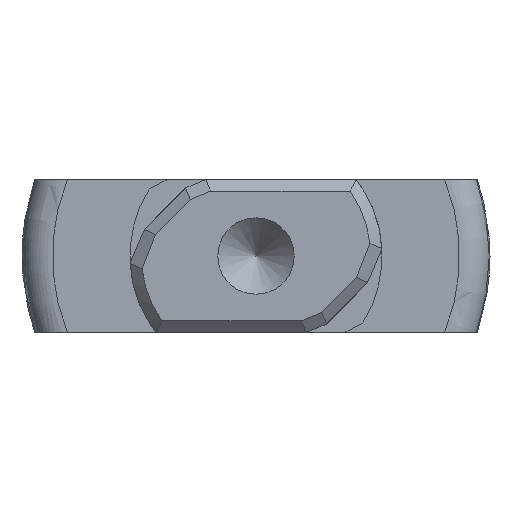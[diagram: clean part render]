
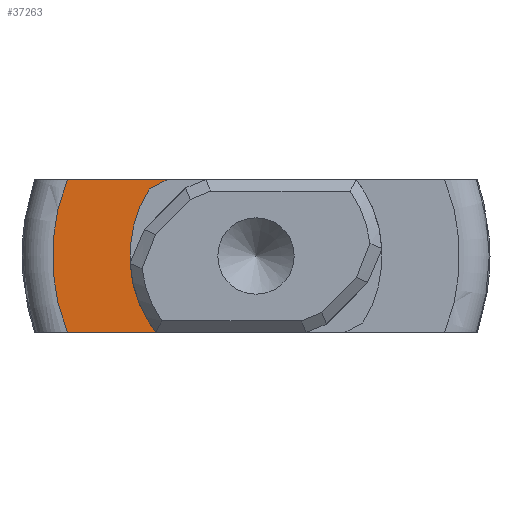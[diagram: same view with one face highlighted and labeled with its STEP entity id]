
A CAD part, left-side view. The second image highlights one B-rep face of the part: STEP entity #37263.
In plain terms, the highlighted planar face has unit normal (-1, 0, 0).
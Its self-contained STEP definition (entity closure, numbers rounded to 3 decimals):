
#722 = PLANE('',#723);
#723 = AXIS2_PLACEMENT_3D('',#724,#725,#726);
#724 = CARTESIAN_POINT('',(-6.25,-6.25,2.));
#725 = DIRECTION('',(0.,0.,1.));
#726 = DIRECTION('',(0.,1.,0.));
#15973 = VERTEX_POINT('',#15974);
#15974 = CARTESIAN_POINT('',(0.,4.94,2.));
#16008 = TOROIDAL_SURFACE('',#16009,5.329,0.8);
#16009 = AXIS2_PLACEMENT_3D('',#16010,#16011,#16012);
#16010 = CARTESIAN_POINT('',(0.8,0.,0.));
#16011 = DIRECTION('',(1.,0.,0.));
#16012 = DIRECTION('',(0.,0.,-1.));
#16042 = EDGE_CURVE('',#15973,#16043,#16045,.T.);
#16043 = VERTEX_POINT('',#16044);
#16044 = CARTESIAN_POINT('',(0.,2.327,2.));
#16045 = SURFACE_CURVE('',#16046,(#16050,#16057),.PCURVE_S1.);
#16046 = LINE('',#16047,#16048);
#16047 = CARTESIAN_POINT('',(0.,5.79,2.));
#16048 = VECTOR('',#16049,1.);
#16049 = DIRECTION('',(0.,-1.,0.));
#16050 = PCURVE('',#722,#16051);
#16051 = DEFINITIONAL_REPRESENTATION('',(#16052),#16056);
#16052 = LINE('',#16053,#16054);
#16053 = CARTESIAN_POINT('',(12.04,-6.25));
#16054 = VECTOR('',#16055,1.);
#16055 = DIRECTION('',(-1.,-0.));
#16056 = ( GEOMETRIC_REPRESENTATION_CONTEXT(2) 
PARAMETRIC_REPRESENTATION_CONTEXT() REPRESENTATION_CONTEXT('2D SPACE',''
  ) );
#16057 = PCURVE('',#16058,#16063);
#16058 = PLANE('',#16059);
#16059 = AXIS2_PLACEMENT_3D('',#16060,#16061,#16062);
#16060 = CARTESIAN_POINT('',(0.,5.329,
    0.));
#16061 = DIRECTION('',(-1.,0.,0.));
#16062 = DIRECTION('',(0.,0.,1.));
#16063 = DEFINITIONAL_REPRESENTATION('',(#16064),#16068);
#16064 = LINE('',#16065,#16066);
#16065 = CARTESIAN_POINT('',(2.,0.46));
#16066 = VECTOR('',#16067,1.);
#16067 = DIRECTION('',(0.,-1.));
#16068 = ( GEOMETRIC_REPRESENTATION_CONTEXT(2) 
PARAMETRIC_REPRESENTATION_CONTEXT() REPRESENTATION_CONTEXT('2D SPACE',''
  ) );
#16086 = PLANE('',#16087);
#16087 = AXIS2_PLACEMENT_3D('',#16088,#16089,#16090);
#16088 = CARTESIAN_POINT('',(-55.5,2.561,1.878));
#16089 = DIRECTION('',(0.,0.464,0.886
    ));
#16090 = DIRECTION('',(1.,0.,0.));
#33469 = PLANE('',#33470);
#33470 = AXIS2_PLACEMENT_3D('',#33471,#33472,#33473);
#33471 = CARTESIAN_POINT('',(-6.25,6.25,-2.));
#33472 = DIRECTION('',(0.,0.,-1.));
#33473 = DIRECTION('',(0.,-1.,0.));
#35550 = PLANE('',#35551);
#35551 = AXIS2_PLACEMENT_3D('',#35552,#35553,#35554);
#35552 = CARTESIAN_POINT('',(-55.5,2.561,-1.878));
#35553 = DIRECTION('',(0.,0.464,
    -0.886));
#35554 = DIRECTION('',(-1.,0.,0.));
#35570 = VERTEX_POINT('',#35571);
#35571 = CARTESIAN_POINT('',(0.,2.795,
    -1.755));
#35585 = CYLINDRICAL_SURFACE('',#35586,3.3);
#35586 = AXIS2_PLACEMENT_3D('',#35587,#35588,#35589);
#35587 = CARTESIAN_POINT('',(-55.5,0.,
    0.));
#35588 = DIRECTION('',(1.,0.,0.));
#35589 = DIRECTION('',(0.,1.,0.));
#35597 = EDGE_CURVE('',#35598,#35570,#35600,.T.);
#35598 = VERTEX_POINT('',#35599);
#35599 = CARTESIAN_POINT('',(0.,2.327,-2.));
#35600 = SURFACE_CURVE('',#35601,(#35605,#35612),.PCURVE_S1.);
#35601 = LINE('',#35602,#35603);
#35602 = CARTESIAN_POINT('',(0.,4.033,
    -1.107));
#35603 = VECTOR('',#35604,1.);
#35604 = DIRECTION('',(0.,0.886,0.464
    ));
#35605 = PCURVE('',#35550,#35606);
#35606 = DEFINITIONAL_REPRESENTATION('',(#35607),#35611);
#35607 = LINE('',#35608,#35609);
#35608 = CARTESIAN_POINT('',(-55.5,1.662));
#35609 = VECTOR('',#35610,1.);
#35610 = DIRECTION('',(0.,1.));
#35611 = ( GEOMETRIC_REPRESENTATION_CONTEXT(2) 
PARAMETRIC_REPRESENTATION_CONTEXT() REPRESENTATION_CONTEXT('2D SPACE',''
  ) );
#35612 = PCURVE('',#16058,#35613);
#35613 = DEFINITIONAL_REPRESENTATION('',(#35614),#35618);
#35614 = LINE('',#35615,#35616);
#35615 = CARTESIAN_POINT('',(-1.107,-1.296));
#35616 = VECTOR('',#35617,1.);
#35617 = DIRECTION('',(0.464,0.886));
#35618 = ( GEOMETRIC_REPRESENTATION_CONTEXT(2) 
PARAMETRIC_REPRESENTATION_CONTEXT() REPRESENTATION_CONTEXT('2D SPACE',''
  ) );
#36106 = EDGE_CURVE('',#35598,#36107,#36109,.T.);
#36107 = VERTEX_POINT('',#36108);
#36108 = CARTESIAN_POINT('',(0.,4.94,-2.));
#36109 = SURFACE_CURVE('',#36110,(#36114,#36121),.PCURVE_S1.);
#36110 = LINE('',#36111,#36112);
#36111 = CARTESIAN_POINT('',(0.,-0.46,-2.));
#36112 = VECTOR('',#36113,1.);
#36113 = DIRECTION('',(0.,1.,0.));
#36114 = PCURVE('',#33469,#36115);
#36115 = DEFINITIONAL_REPRESENTATION('',(#36116),#36120);
#36116 = LINE('',#36117,#36118);
#36117 = CARTESIAN_POINT('',(6.71,-6.25));
#36118 = VECTOR('',#36119,1.);
#36119 = DIRECTION('',(-1.,-0.));
#36120 = ( GEOMETRIC_REPRESENTATION_CONTEXT(2) 
PARAMETRIC_REPRESENTATION_CONTEXT() REPRESENTATION_CONTEXT('2D SPACE',''
  ) );
#36121 = PCURVE('',#16058,#36122);
#36122 = DEFINITIONAL_REPRESENTATION('',(#36123),#36127);
#36123 = LINE('',#36124,#36125);
#36124 = CARTESIAN_POINT('',(-2.,-5.79));
#36125 = VECTOR('',#36126,1.);
#36126 = DIRECTION('',(0.,1.));
#36127 = ( GEOMETRIC_REPRESENTATION_CONTEXT(2) 
PARAMETRIC_REPRESENTATION_CONTEXT() REPRESENTATION_CONTEXT('2D SPACE',''
  ) );
#36750 = EDGE_CURVE('',#36751,#16043,#36753,.T.);
#36751 = VERTEX_POINT('',#36752);
#36752 = CARTESIAN_POINT('',(0.,2.795,
    1.755));
#36753 = SURFACE_CURVE('',#36754,(#36758,#36765),.PCURVE_S1.);
#36754 = LINE('',#36755,#36756);
#36755 = CARTESIAN_POINT('',(0.,4.033,
    1.107));
#36756 = VECTOR('',#36757,1.);
#36757 = DIRECTION('',(0.,-0.886,
    0.464));
#36758 = PCURVE('',#16086,#36759);
#36759 = DEFINITIONAL_REPRESENTATION('',(#36760),#36764);
#36760 = LINE('',#36761,#36762);
#36761 = CARTESIAN_POINT('',(55.5,1.662));
#36762 = VECTOR('',#36763,1.);
#36763 = DIRECTION('',(0.,-1.));
#36764 = ( GEOMETRIC_REPRESENTATION_CONTEXT(2) 
PARAMETRIC_REPRESENTATION_CONTEXT() REPRESENTATION_CONTEXT('2D SPACE',''
  ) );
#36765 = PCURVE('',#16058,#36766);
#36766 = DEFINITIONAL_REPRESENTATION('',(#36767),#36771);
#36767 = LINE('',#36768,#36769);
#36768 = CARTESIAN_POINT('',(1.107,-1.296));
#36769 = VECTOR('',#36770,1.);
#36770 = DIRECTION('',(0.464,-0.886));
#36771 = ( GEOMETRIC_REPRESENTATION_CONTEXT(2) 
PARAMETRIC_REPRESENTATION_CONTEXT() REPRESENTATION_CONTEXT('2D SPACE',''
  ) );
#36800 = EDGE_CURVE('',#35570,#36751,#36801,.T.);
#36801 = SURFACE_CURVE('',#36802,(#36807,#36814),.PCURVE_S1.);
#36802 = CIRCLE('',#36803,3.3);
#36803 = AXIS2_PLACEMENT_3D('',#36804,#36805,#36806);
#36804 = CARTESIAN_POINT('',(0.,0.,
    0.));
#36805 = DIRECTION('',(1.,0.,0.));
#36806 = DIRECTION('',(0.,0.,1.));
#36807 = PCURVE('',#35585,#36808);
#36808 = DEFINITIONAL_REPRESENTATION('',(#36809),#36813);
#36809 = LINE('',#36810,#36811);
#36810 = CARTESIAN_POINT('',(-4.712,55.5));
#36811 = VECTOR('',#36812,1.);
#36812 = DIRECTION('',(1.,0.));
#36813 = ( GEOMETRIC_REPRESENTATION_CONTEXT(2) 
PARAMETRIC_REPRESENTATION_CONTEXT() REPRESENTATION_CONTEXT('2D SPACE',''
  ) );
#36814 = PCURVE('',#16058,#36815);
#36815 = DEFINITIONAL_REPRESENTATION('',(#36816),#36824);
#36816 = ( BOUNDED_CURVE() B_SPLINE_CURVE(2,(#36817,#36818,#36819,#36820
    ,#36821,#36822,#36823),.UNSPECIFIED.,.T.,.F.) 
B_SPLINE_CURVE_WITH_KNOTS((1,2,2,2,2,1),(-2.094,0.,
    2.094,4.189,6.283,8.378),
.UNSPECIFIED.) CURVE() GEOMETRIC_REPRESENTATION_ITEM() 
RATIONAL_B_SPLINE_CURVE((1.,0.5,1.,0.5,1.,0.5,1.)) REPRESENTATION_ITEM(
  '') );
#36817 = CARTESIAN_POINT('',(3.3,-5.329));
#36818 = CARTESIAN_POINT('',(3.3,-11.045));
#36819 = CARTESIAN_POINT('',(-1.65,-8.187));
#36820 = CARTESIAN_POINT('',(-6.6,-5.329));
#36821 = CARTESIAN_POINT('',(-1.65,-2.471));
#36822 = CARTESIAN_POINT('',(3.3,0.387));
#36823 = CARTESIAN_POINT('',(3.3,-5.329));
#36824 = ( GEOMETRIC_REPRESENTATION_CONTEXT(2) 
PARAMETRIC_REPRESENTATION_CONTEXT() REPRESENTATION_CONTEXT('2D SPACE',''
  ) );
#37263 = ADVANCED_FACE('',(#37264),#16058,.T.);
#37264 = FACE_BOUND('',#37265,.T.);
#37265 = EDGE_LOOP('',(#37266,#37267,#37268,#37269,#37295,#37296));
#37266 = ORIENTED_EDGE('',*,*,#36800,.T.);
#37267 = ORIENTED_EDGE('',*,*,#36750,.T.);
#37268 = ORIENTED_EDGE('',*,*,#16042,.F.);
#37269 = ORIENTED_EDGE('',*,*,#37270,.F.);
#37270 = EDGE_CURVE('',#36107,#15973,#37271,.T.);
#37271 = SURFACE_CURVE('',#37272,(#37277,#37288),.PCURVE_S1.);
#37272 = CIRCLE('',#37273,5.329);
#37273 = AXIS2_PLACEMENT_3D('',#37274,#37275,#37276);
#37274 = CARTESIAN_POINT('',(0.,0.,0.)
  );
#37275 = DIRECTION('',(1.,0.,0.));
#37276 = DIRECTION('',(0.,0.,1.));
#37277 = PCURVE('',#16058,#37278);
#37278 = DEFINITIONAL_REPRESENTATION('',(#37279),#37287);
#37279 = ( BOUNDED_CURVE() B_SPLINE_CURVE(2,(#37280,#37281,#37282,#37283
    ,#37284,#37285,#37286),.UNSPECIFIED.,.T.,.F.) 
B_SPLINE_CURVE_WITH_KNOTS((1,2,2,2,2,1),(-2.094,0.,
    2.094,4.189,6.283,8.378),
.UNSPECIFIED.) CURVE() GEOMETRIC_REPRESENTATION_ITEM() 
RATIONAL_B_SPLINE_CURVE((1.,0.5,1.,0.5,1.,0.5,1.)) REPRESENTATION_ITEM(
  '') );
#37280 = CARTESIAN_POINT('',(5.329,-5.329));
#37281 = CARTESIAN_POINT('',(5.329,-14.56));
#37282 = CARTESIAN_POINT('',(-2.665,-9.945));
#37283 = CARTESIAN_POINT('',(-10.659,-5.329));
#37284 = CARTESIAN_POINT('',(-2.665,-0.714));
#37285 = CARTESIAN_POINT('',(5.329,3.901));
#37286 = CARTESIAN_POINT('',(5.329,-5.329));
#37287 = ( GEOMETRIC_REPRESENTATION_CONTEXT(2) 
PARAMETRIC_REPRESENTATION_CONTEXT() REPRESENTATION_CONTEXT('2D SPACE',''
  ) );
#37288 = PCURVE('',#16008,#37289);
#37289 = DEFINITIONAL_REPRESENTATION('',(#37290),#37294);
#37290 = LINE('',#37291,#37292);
#37291 = CARTESIAN_POINT('',(-3.142,4.712));
#37292 = VECTOR('',#37293,1.);
#37293 = DIRECTION('',(1.,0.));
#37294 = ( GEOMETRIC_REPRESENTATION_CONTEXT(2) 
PARAMETRIC_REPRESENTATION_CONTEXT() REPRESENTATION_CONTEXT('2D SPACE',''
  ) );
#37295 = ORIENTED_EDGE('',*,*,#36106,.F.);
#37296 = ORIENTED_EDGE('',*,*,#35597,.T.);
